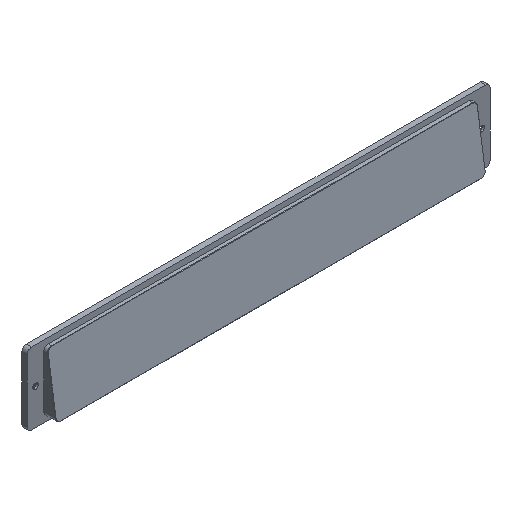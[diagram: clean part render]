
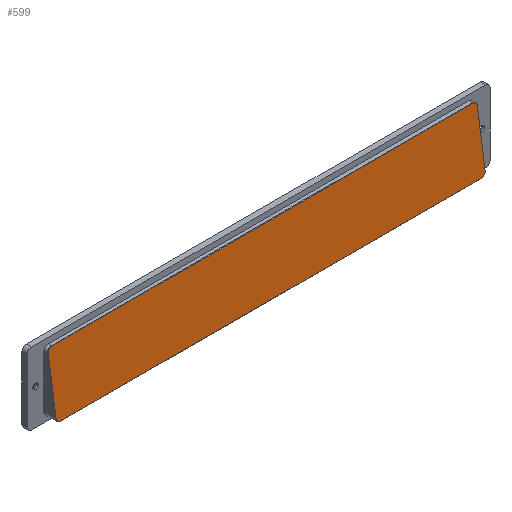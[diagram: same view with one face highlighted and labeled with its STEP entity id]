
A CAD part, isometric view. The second image highlights one B-rep face of the part: STEP entity #599.
In plain terms, the highlighted planar face has unit normal (0, -0.989, 0.148).
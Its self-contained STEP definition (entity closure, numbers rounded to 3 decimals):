
#50=ELLIPSE('',#635,3.281,2.804);
#51=ELLIPSE('',#638,3.281,2.805);
#57=PLANE('',#644);
#82=FACE_OUTER_BOUND('',#117,.T.);
#117=EDGE_LOOP('',(#466,#467,#468,#469,#470,#471,#472,#473,#474,#475,#476,
#477));
#142=B_SPLINE_CURVE_WITH_KNOTS('',3,(#857,#858,#859,#860,#861),
 .UNSPECIFIED.,.F.,.F.,(4,1,4),(-1.562,-0.892,0.),
 .UNSPECIFIED.);
#145=B_SPLINE_CURVE_WITH_KNOTS('',3,(#1000,#1001,#1002,#1003,#1004),
 .UNSPECIFIED.,.F.,.F.,(4,1,4),(0.,0.669,
1.562),.UNSPECIFIED.);
#147=B_SPLINE_CURVE_WITH_KNOTS('',3,(#1066,#1067,#1068,#1069,#1070),
 .UNSPECIFIED.,.F.,.F.,(4,1,4),(-1.571,-0.673,0.),
 .UNSPECIFIED.);
#149=B_SPLINE_CURVE_WITH_KNOTS('',3,(#1105,#1106,#1107,#1108,#1109),
 .UNSPECIFIED.,.F.,.F.,(4,1,4),(0.,0.673,
1.571),.UNSPECIFIED.);
#157=LINE('',#1007,#213);
#161=LINE('',#1016,#217);
#165=LINE('',#1073,#221);
#169=LINE('',#1130,#225);
#171=LINE('',#1136,#227);
#174=LINE('',#1160,#230);
#213=VECTOR('',#689,10.);
#217=VECTOR('',#695,10.);
#221=VECTOR('',#703,10.);
#225=VECTOR('',#707,10.);
#227=VECTOR('',#711,10.);
#230=VECTOR('',#714,10.);
#265=VERTEX_POINT('',#854);
#266=VERTEX_POINT('',#856);
#268=VERTEX_POINT('',#939);
#271=VERTEX_POINT('',#998);
#272=VERTEX_POINT('',#1009);
#275=VERTEX_POINT('',#1014);
#276=VERTEX_POINT('',#1055);
#279=VERTEX_POINT('',#1064);
#280=VERTEX_POINT('',#1072);
#282=VERTEX_POINT('',#1097);
#285=VERTEX_POINT('',#1133);
#286=VERTEX_POINT('',#1135);
#319=EDGE_CURVE('',#265,#266,#142,.T.);
#325=EDGE_CURVE('',#271,#268,#145,.T.);
#327=EDGE_CURVE('',#266,#271,#157,.T.);
#331=EDGE_CURVE('',#275,#272,#161,.T.);
#333=EDGE_CURVE('',#268,#275,#50,.T.);
#337=EDGE_CURVE('',#279,#276,#147,.T.);
#338=EDGE_CURVE('',#276,#280,#165,.T.);
#343=EDGE_CURVE('',#280,#282,#149,.T.);
#345=EDGE_CURVE('',#272,#279,#169,.T.);
#347=EDGE_CURVE('',#285,#286,#171,.T.);
#351=EDGE_CURVE('',#282,#285,#174,.T.);
#353=EDGE_CURVE('',#286,#265,#51,.T.);
#466=ORIENTED_EDGE('',*,*,#347,.F.);
#467=ORIENTED_EDGE('',*,*,#351,.F.);
#468=ORIENTED_EDGE('',*,*,#343,.F.);
#469=ORIENTED_EDGE('',*,*,#338,.F.);
#470=ORIENTED_EDGE('',*,*,#337,.F.);
#471=ORIENTED_EDGE('',*,*,#345,.F.);
#472=ORIENTED_EDGE('',*,*,#331,.F.);
#473=ORIENTED_EDGE('',*,*,#333,.F.);
#474=ORIENTED_EDGE('',*,*,#325,.F.);
#475=ORIENTED_EDGE('',*,*,#327,.F.);
#476=ORIENTED_EDGE('',*,*,#319,.F.);
#477=ORIENTED_EDGE('',*,*,#353,.F.);
#599=ADVANCED_FACE('',(#82),#57,.T.);
#635=AXIS2_PLACEMENT_3D('',#1034,#697,#698);
#638=AXIS2_PLACEMENT_3D('',#1178,#716,#717);
#644=AXIS2_PLACEMENT_3D('',#1193,#733,#734);
#689=DIRECTION('',(1.,0.,0.));
#695=DIRECTION('',(0.,-0.148,-0.989));
#697=DIRECTION('center_axis',(0.,0.989,-0.148));
#698=DIRECTION('ref_axis',(-0.004,0.148,0.989));
#703=DIRECTION('',(-1.,0.,0.));
#707=DIRECTION('',(0.,-0.148,-0.989));
#711=DIRECTION('',(0.,0.148,0.989));
#714=DIRECTION('',(0.,0.148,0.989));
#716=DIRECTION('center_axis',(0.,0.989,-0.148));
#717=DIRECTION('ref_axis',(0.004,0.148,0.989));
#733=DIRECTION('center_axis',(0.,-0.989,0.148));
#734=DIRECTION('ref_axis',(0.,-0.148,-0.989));
#854=CARTESIAN_POINT('',(20.25,-28.148,57.616));
#856=CARTESIAN_POINT('',(24.,-27.592,61.334));
#857=CARTESIAN_POINT('Ctrl Pts',(20.25,-28.148,57.616));
#858=CARTESIAN_POINT('Ctrl Pts',(20.258,-28.022,58.453));
#859=CARTESIAN_POINT('Ctrl Pts',(20.955,-27.731,60.404));
#860=CARTESIAN_POINT('Ctrl Pts',(22.885,-27.592,61.334));
#861=CARTESIAN_POINT('Ctrl Pts',(24.,-27.592,61.334));
#939=CARTESIAN_POINT('',(408.375,-28.148,57.616));
#998=CARTESIAN_POINT('',(404.625,-27.592,61.334));
#1000=CARTESIAN_POINT('Ctrl Pts',(404.625,-27.592,61.334));
#1001=CARTESIAN_POINT('Ctrl Pts',(405.461,-27.592,61.334));
#1002=CARTESIAN_POINT('Ctrl Pts',(407.414,-27.693,60.657));
#1003=CARTESIAN_POINT('Ctrl Pts',(408.365,-27.981,58.733));
#1004=CARTESIAN_POINT('Ctrl Pts',(408.375,-28.148,57.616));
#1007=CARTESIAN_POINT('',(20.,-27.592,61.334));
#1009=CARTESIAN_POINT('',(408.375,-35.171,10.618));
#1014=CARTESIAN_POINT('',(408.375,-28.153,57.581));
#1016=CARTESIAN_POINT('',(408.375,-27.466,62.179));
#1034=CARTESIAN_POINT('Origin',(405.571,-28.152,57.585));
#1055=CARTESIAN_POINT('',(404.625,-35.738,6.828));
#1064=CARTESIAN_POINT('',(408.375,-35.177,10.581));
#1066=CARTESIAN_POINT('Ctrl Pts',(408.375,-35.177,10.581));
#1067=CARTESIAN_POINT('Ctrl Pts',(408.375,-35.345,9.457));
#1068=CARTESIAN_POINT('Ctrl Pts',(407.431,-35.635,7.513));
#1069=CARTESIAN_POINT('Ctrl Pts',(405.466,-35.738,6.828));
#1070=CARTESIAN_POINT('Ctrl Pts',(404.625,-35.738,6.828));
#1072=CARTESIAN_POINT('',(24.,-35.738,6.828));
#1073=CARTESIAN_POINT('',(20.,-35.738,6.828));
#1097=CARTESIAN_POINT('',(20.25,-35.177,10.581));
#1105=CARTESIAN_POINT('Ctrl Pts',(24.,-35.738,6.828));
#1106=CARTESIAN_POINT('Ctrl Pts',(23.159,-35.738,6.828));
#1107=CARTESIAN_POINT('Ctrl Pts',(21.193,-35.636,7.512));
#1108=CARTESIAN_POINT('Ctrl Pts',(20.25,-35.345,9.457));
#1109=CARTESIAN_POINT('Ctrl Pts',(20.25,-35.177,10.581));
#1130=CARTESIAN_POINT('',(408.375,-35.171,10.618));
#1133=CARTESIAN_POINT('',(20.25,-35.171,10.618));
#1135=CARTESIAN_POINT('',(20.25,-28.153,57.581));
#1136=CARTESIAN_POINT('',(20.25,-27.466,62.179));
#1160=CARTESIAN_POINT('',(20.25,-35.177,10.581));
#1178=CARTESIAN_POINT('Origin',(23.055,-28.152,57.585));
#1193=CARTESIAN_POINT('Origin',(20.,-27.555,61.581));
